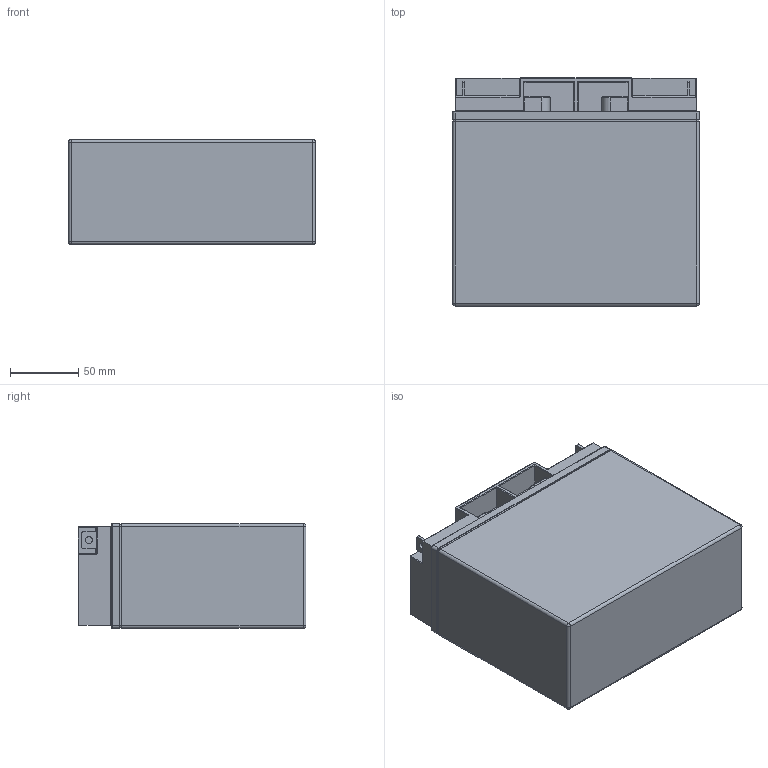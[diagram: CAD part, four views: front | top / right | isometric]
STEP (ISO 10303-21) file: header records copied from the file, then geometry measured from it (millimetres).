
FILE_DESCRIPTION (( 'STEP AP214' ), '1' );
FILE_NAME ('AC18-12.STEP', '2021-07-30T10:00:25', ( '' ), ( '' ), 'SwSTEP 2.0', 'SolidWorks 2020', '' );
FILE_SCHEMA (( 'AUTOMOTIVE_DESIGN' ));
Length unit declared in the file: millimetre
Products named in the file (1): AC18-12
Bounding box: 181.5 x 167.5 x 77 mm (x, y, z)
Volume: 2262927.9 mm3; surface area: 119024.8 mm2
Topology: 3 solids, 3 shells, 192 faces, 455 edges, 270 vertices
Faces by surface type: cylinder 82, plane 81, torus 13, sphere 10, bspline 6
Entity records: 7318 total; most frequent: CARTESIAN_POINT 1120, DIRECTION 934, ORIENTED_EDGE 890, EDGE_CURVE 445, AXIS2_PLACEMENT_3D 332, VERTEX_POINT 270, LINE 270, VECTOR 270
